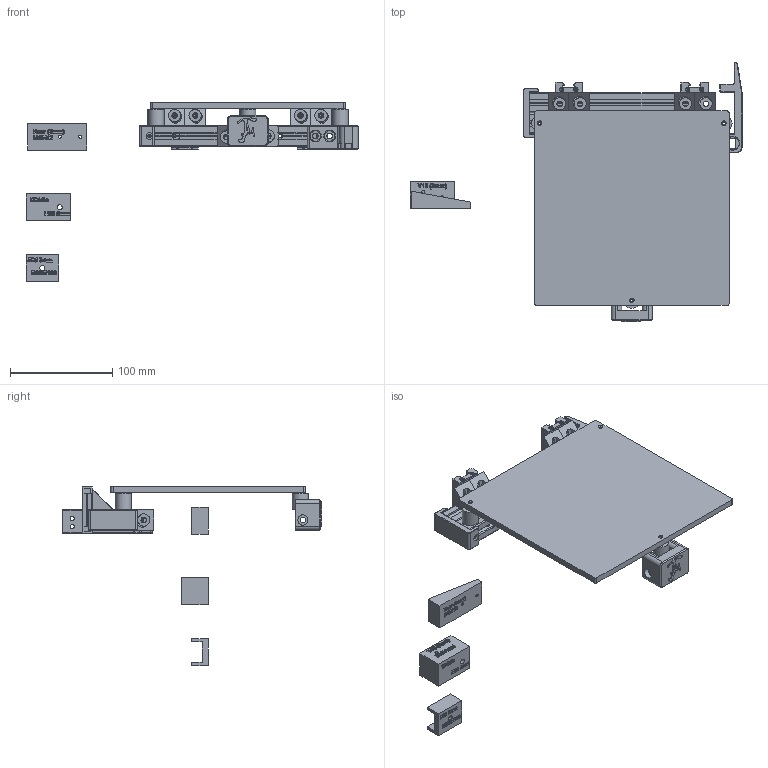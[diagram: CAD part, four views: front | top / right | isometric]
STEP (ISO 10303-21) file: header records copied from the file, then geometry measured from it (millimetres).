
FILE_DESCRIPTION(/* description */ (''),/* implementation_level */ '2;1');
FILE_NAME(/* name */ '190mm.step',/* time_stamp */ '2021-05-17T17:21:09-07:00',/* author */ (''),/* organization */ (''),/* preprocessor_version */ 'ST-DEVELOPER v18.1',/* originating_system */ 'Autodesk Translation Framework v10.6.0.1341',/* authorisation */ '');
FILE_SCHEMA (('AUTOMOTIVE_DESIGN { 1 0 10303 214 3 1 1 }'));
Products named in the file (17): 150/190 All Metal Bed Assembly; Bed; Cars; MGN12H, LINEAR GUIDE BLOCK; Under Frame; Open Bjilds Corner Cube; Component18; Silicone Bed Spacer; Component9; Component10; End Cap; Nameplate; 150 Extrusions; HFSB5-2020-160-LCV-RCV-AH30-BH80-CH130; HFSB5-2020-160-Drilled; Z Touch and Chain Mount; Jigs
Assembly tree (22 placements, depth 4):
  150/190 All Metal Bed Assembly
    Bed
    Cars
      MGN12H, LINEAR GUIDE BLOCK  x2
    Under Frame
      Open Bjilds Corner Cube  x6
        Component18
      Silicone Bed Spacer
      Component9
      Component10
      End Cap
    Nameplate
    150 Extrusions
      HFSB5-2020-160-LCV-RCV-AH30-BH80-CH130
      HFSB5-2020-160-Drilled
    Z Touch and Chain Mount
    Jigs
Bounding box: 324.4 x 253.66 x 174.96 mm (x, y, z)
Volume: 396148.5 mm3; surface area: 199827.1 mm2
Topology: 36 solids, 36 shells, 2274 faces, 6241 edges, 4115 vertices
Faces by surface type: plane 1206, bspline 662, cylinder 322, cone 74, sphere 8, torus 2
Full cylindrical faces by diameter (mm): 2.5 x8, 2.529 x3, 3 x11, 3.2 x8, 3.4 x5, 4 x2, 4.2 x15, 5 x2, 5.4 x12, 5.5 x5, 6.5 x2, 7.35 x5, 10 x5, 12 x12, 12.8 x1, 15.8 x3
Entity records: 64719 total; most frequent: CARTESIAN_POINT 18544, ORIENTED_EDGE 10642, DIRECTION 7215, EDGE_CURVE 5321, VERTEX_POINT 3507, LINE 3291, VECTOR 3291, EDGE_LOOP 2086
